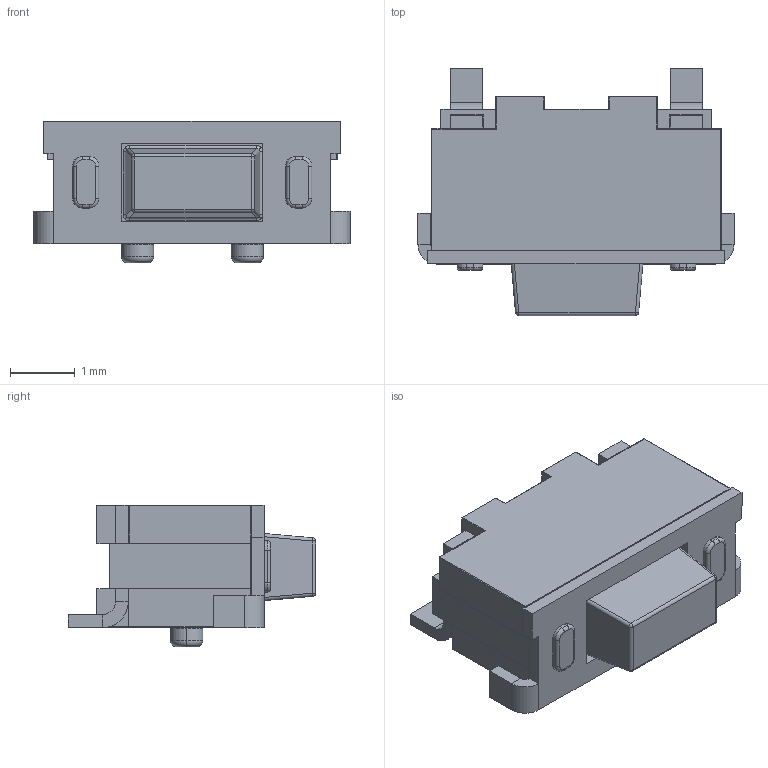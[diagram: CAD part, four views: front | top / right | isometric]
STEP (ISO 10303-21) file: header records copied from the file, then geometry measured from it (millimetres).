
FILE_DESCRIPTION (( 'STEP AP214' ), '1' );
FILE_NAME ('SWITCH_xiaobeibei.STEP', '2021-04-21T06:14:24', ( 'XS' ), ( 'DK' ), 'SwSTEP 2.0', 'SolidWorks 2018', '' );
FILE_SCHEMA (( 'AUTOMOTIVE_DESIGN' ));
Length unit declared in the file: millimetre
Products named in the file (10): xiaobeibei_pin; xiaobeibei_body; SWITCH_xiaobeibei; xiaobeibei_cap; xiaobeibei_plate
Assembly tree (5 placements, depth 2):
  xiaobeibei_pin
  SWITCH_xiaobeibei
    xiaobeibei_body
    xiaobeibei_cap
    xiaobeibei_plate
    xiaobeibei_pin  x2
  xiaobeibei_pin
  xiaobeibei_cap
  xiaobeibei_plate
Bounding box: 4.9 x 3.83 x 2.2 mm (x, y, z)
Volume: 17.9 mm3; surface area: 101.1 mm2
Topology: 5 solids, 5 shells, 423 faces, 1016 edges, 592 vertices
Faces by surface type: plane 208, cylinder 122, bspline 41, sphere 28, torus 24
Entity records: 13337 total; most frequent: CARTESIAN_POINT 3997, ORIENTED_EDGE 1920, DIRECTION 1814, EDGE_CURVE 960, LINE 636, VECTOR 636, AXIS2_PLACEMENT_3D 589, VERTEX_POINT 576
